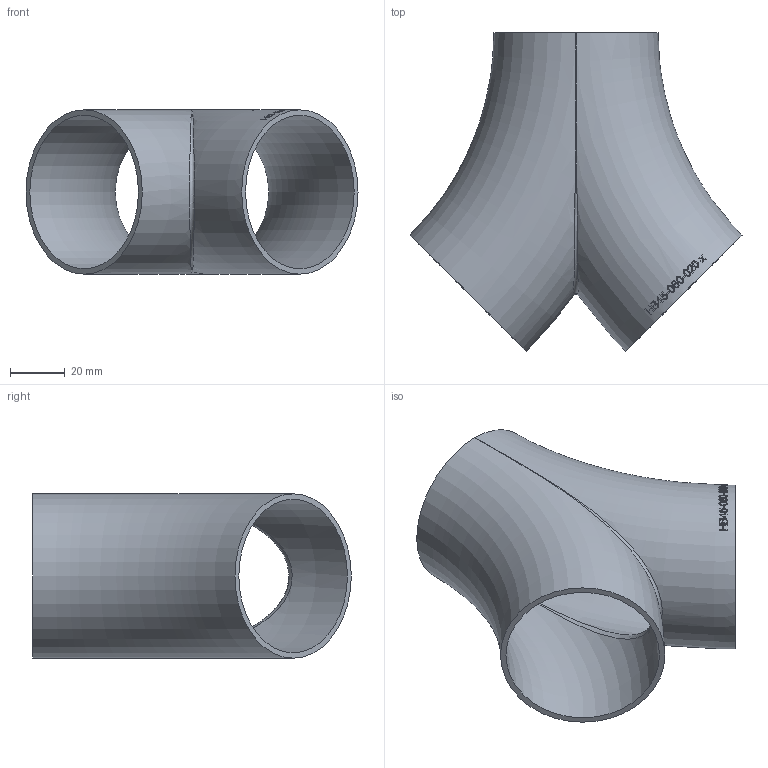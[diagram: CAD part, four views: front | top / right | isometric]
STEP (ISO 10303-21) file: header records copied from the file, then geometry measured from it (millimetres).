
FILE_DESCRIPTION (( 'STEP AP214' ), '1' );
FILE_NAME ('HB45-060-020-x Hosenbogen 45° 2006.STEP', '2020-05-29T08:58:02', ( '' ), ( '' ), 'SwSTEP 2.0', 'SolidWorks 2019', '' );
FILE_SCHEMA (( 'AUTOMOTIVE_DESIGN' ));
Length unit declared in the file: millimetre
Products named in the file (1): HB45-060-020-x Hosenbogen 45° 2006
Bounding box: 121.72 x 116.78 x 60.3 mm (x, y, z)
Volume: 50623.9 mm3; surface area: 51673 mm2
Topology: 1 solids, 1 shells, 189 faces, 499 edges, 328 vertices
Faces by surface type: bspline 159, torus 27, plane 3
Entity records: 23489 total; most frequent: CARTESIAN_POINT 18394, ORIENTED_EDGE 966, EDGE_CURVE 483, B_SPLINE_CURVE_WITH_KNOTS 475, VERTEX_POINT 322, EDGE_LOOP 217, FACE_OUTER_BOUND 192, ADVANCED_FACE 188
